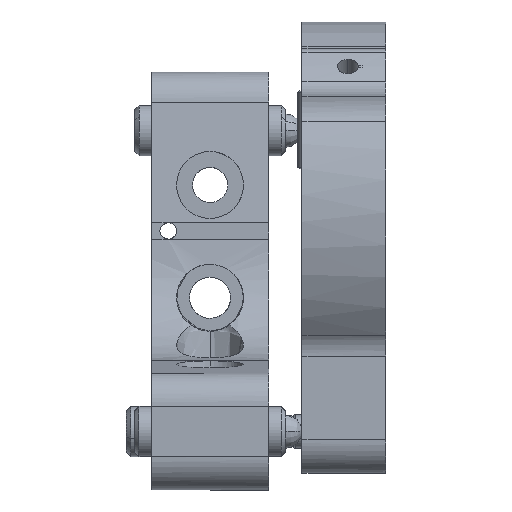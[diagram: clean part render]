
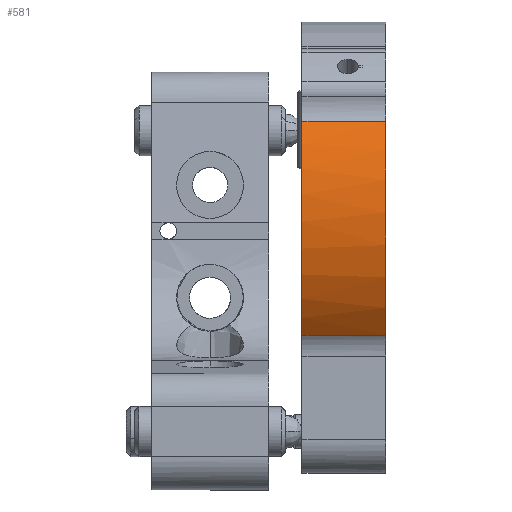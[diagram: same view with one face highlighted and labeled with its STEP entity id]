
A CAD part, left-side view. The second image highlights one B-rep face of the part: STEP entity #581.
In plain terms, the highlighted free-form (B-spline) face has degree [2, 1] with [9, 2] control points.
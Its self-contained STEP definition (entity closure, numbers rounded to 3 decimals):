
#581=ADVANCED_FACE('',(#874),#4774,.T.);
#874=FACE_OUTER_BOUND('',#1210,.T.);
#1210=EDGE_LOOP('',(#2628,#2629,#2630,#2631));
#2628=ORIENTED_EDGE('',*,*,#3522,.T.);
#2629=ORIENTED_EDGE('',*,*,#3473,.F.);
#2630=ORIENTED_EDGE('',*,*,#3474,.T.);
#2631=ORIENTED_EDGE('',*,*,#3475,.T.);
#3473=EDGE_CURVE('',#4577,#4578,#4045,.T.);
#3474=EDGE_CURVE('',#4577,#4580,#4046,.T.);
#3475=EDGE_CURVE('',#4580,#4579,#4047,.T.);
#3522=EDGE_CURVE('',#4579,#4578,#4082,.T.);
#4045=(
BOUNDED_CURVE()
B_SPLINE_CURVE(1,(#11687,#11688),.UNSPECIFIED.,.F.,.F.)
B_SPLINE_CURVE_WITH_KNOTS((2,2),(0.,10.),.UNSPECIFIED.)
CURVE()
GEOMETRIC_REPRESENTATION_ITEM()
RATIONAL_B_SPLINE_CURVE((1.,1.))
REPRESENTATION_ITEM('')
);
#4046=(
BOUNDED_CURVE()
B_SPLINE_CURVE(2,(#11689,#11690,#11691,#11692,#11693),.UNSPECIFIED.,.F.,
 .F.)
B_SPLINE_CURVE_WITH_KNOTS((3,2,3),(-27.266,-11.747,
0.),.UNSPECIFIED.)
CURVE()
GEOMETRIC_REPRESENTATION_ITEM()
RATIONAL_B_SPLINE_CURVE((1.,0.943,1.,0.968,1.))
REPRESENTATION_ITEM('')
);
#4047=(
BOUNDED_CURVE()
B_SPLINE_CURVE(1,(#11694,#11695),.UNSPECIFIED.,.F.,.F.)
B_SPLINE_CURVE_WITH_KNOTS((2,2),(0.,10.),.UNSPECIFIED.)
CURVE()
GEOMETRIC_REPRESENTATION_ITEM()
RATIONAL_B_SPLINE_CURVE((1.,1.))
REPRESENTATION_ITEM('')
);
#4082=(
BOUNDED_CURVE()
B_SPLINE_CURVE(2,(#11843,#11844,#11845),.UNSPECIFIED.,.F.,.F.)
B_SPLINE_CURVE_WITH_KNOTS((3,3),(-27.266,0.),.UNSPECIFIED.)
CURVE()
GEOMETRIC_REPRESENTATION_ITEM()
RATIONAL_B_SPLINE_CURVE((1.,0.829,1.))
REPRESENTATION_ITEM('')
);
#4577=VERTEX_POINT('',#11259);
#4578=VERTEX_POINT('',#11260);
#4579=VERTEX_POINT('',#11261);
#4580=VERTEX_POINT('',#11262);
#4774=(
BOUNDED_SURFACE()
B_SPLINE_SURFACE(2,1,((#10939,#10940),(#10941,#10942),(#10943,#10944),(#10945,
#10946),(#10947,#10948),(#10949,#10950),(#10951,#10952),(#10953,#10954),
(#10955,#10956)),.UNSPECIFIED.,.T.,.F.,.F.)
B_SPLINE_SURFACE_WITH_KNOTS((3,2,2,2,3),(2,2),(0.,36.128,72.257,
108.385,144.513),(0.,12.24),.UNSPECIFIED.)
GEOMETRIC_REPRESENTATION_ITEM()
RATIONAL_B_SPLINE_SURFACE(((1.,1.),(0.707,0.707),
(1.,1.),(0.707,0.707),(1.,1.),(0.707,
0.707),(1.,1.),(0.707,0.707),(1.,1.)))
REPRESENTATION_ITEM('')
SURFACE()
);
#10939=CARTESIAN_POINT('',(18.,-4.99,33.86));
#10940=CARTESIAN_POINT('',(18.,-17.23,33.86));
#10941=CARTESIAN_POINT('',(18.,-4.99,56.86));
#10942=CARTESIAN_POINT('',(18.,-17.23,56.86));
#10943=CARTESIAN_POINT('',(-5.,-4.99,56.86));
#10944=CARTESIAN_POINT('',(-5.,-17.23,56.86));
#10945=CARTESIAN_POINT('',(-28.,-4.99,56.86));
#10946=CARTESIAN_POINT('',(-28.,-17.23,56.86));
#10947=CARTESIAN_POINT('',(-28.,-4.99,33.86));
#10948=CARTESIAN_POINT('',(-28.,-17.23,33.86));
#10949=CARTESIAN_POINT('',(-28.,-4.99,10.86));
#10950=CARTESIAN_POINT('',(-28.,-17.23,10.86));
#10951=CARTESIAN_POINT('',(-5.,-4.99,10.86));
#10952=CARTESIAN_POINT('',(-5.,-17.23,10.86));
#10953=CARTESIAN_POINT('',(18.,-4.99,10.86));
#10954=CARTESIAN_POINT('',(18.,-17.23,10.86));
#10955=CARTESIAN_POINT('',(18.,-4.99,33.86));
#10956=CARTESIAN_POINT('',(18.,-17.23,33.86));
#11259=CARTESIAN_POINT('',(-22.889,-16.11,19.404));
#11260=CARTESIAN_POINT('',(-22.889,-6.11,19.404));
#11261=CARTESIAN_POINT('',(-25.12,-6.11,45.004));
#11262=CARTESIAN_POINT('',(-25.12,-16.11,45.004));
#11687=CARTESIAN_POINT('',(-22.889,-16.11,19.404));
#11688=CARTESIAN_POINT('',(-22.889,-6.11,19.404));
#11689=CARTESIAN_POINT('',(-22.889,-16.11,19.404));
#11690=CARTESIAN_POINT('',(-28.,-16.11,25.728));
#11691=CARTESIAN_POINT('',(-28.,-16.11,33.86));
#11692=CARTESIAN_POINT('',(-28.,-16.11,39.804));
#11693=CARTESIAN_POINT('',(-25.12,-16.11,45.004));
#11694=CARTESIAN_POINT('',(-25.12,-16.11,45.004));
#11695=CARTESIAN_POINT('',(-25.12,-6.11,45.004));
#11843=CARTESIAN_POINT('',(-25.12,-6.11,45.004));
#11844=CARTESIAN_POINT('',(-32.626,-6.11,31.452));
#11845=CARTESIAN_POINT('',(-22.889,-6.11,19.404));
